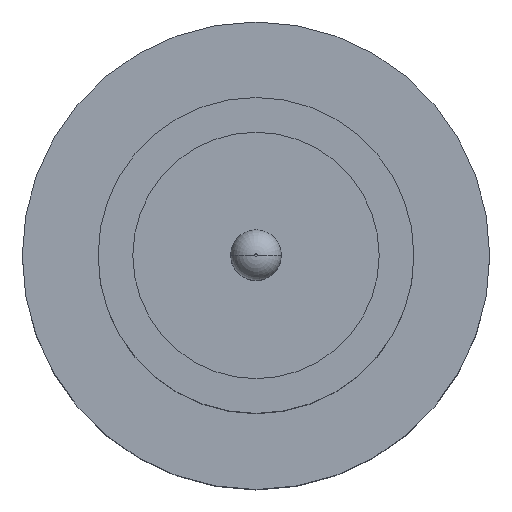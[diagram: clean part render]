
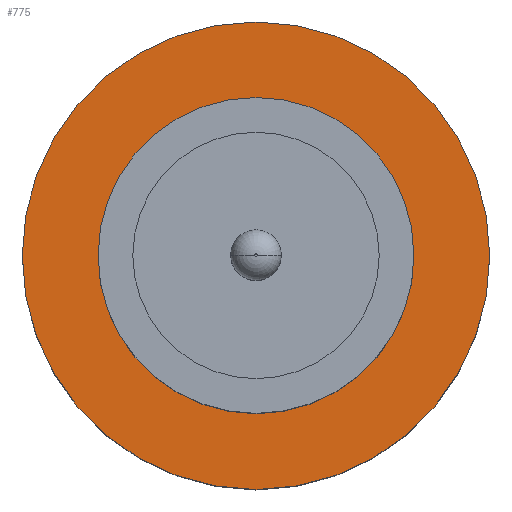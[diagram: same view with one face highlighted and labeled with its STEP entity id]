
A CAD part, top view. The second image highlights one B-rep face of the part: STEP entity #775.
In plain terms, the highlighted planar face has unit normal (0, 0, 1).
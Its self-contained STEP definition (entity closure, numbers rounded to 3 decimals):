
#1 = VERTEX_POINT ( 'NONE', #757 ) ;
#36 = AXIS2_PLACEMENT_3D ( 'NONE', #478, #543, #54 ) ;
#54 = DIRECTION ( 'NONE',  ( 1., 0., 0. ) ) ;
#68 = EDGE_CURVE ( 'NONE', #662, #1, #849, .T. ) ;
#70 = AXIS2_PLACEMENT_3D ( 'NONE', #132, #745, #550 ) ;
#96 = CARTESIAN_POINT ( 'NONE',  ( 0., 0., 1.55 ) ) ;
#104 = DIRECTION ( 'NONE',  ( 0., 0., 1. ) ) ;
#113 = EDGE_CURVE ( 'NONE', #698, #834, #632, .T. ) ;
#120 = CARTESIAN_POINT ( 'NONE',  ( 1.85, 0., 1.55 ) ) ;
#123 = DIRECTION ( 'NONE',  ( 0., 0., 1. ) ) ;
#132 = CARTESIAN_POINT ( 'NONE',  ( 0., 0., 1.55 ) ) ;
#149 = CIRCLE ( 'NONE', #334, 1.85 ) ;
#210 = EDGE_LOOP ( 'NONE', ( #475, #282 ) ) ;
#216 = EDGE_LOOP ( 'NONE', ( #316, #584 ) ) ;
#282 = ORIENTED_EDGE ( 'NONE', *, *, #688, .F. ) ;
#296 = CIRCLE ( 'NONE', #70, 1.25 ) ;
#316 = ORIENTED_EDGE ( 'NONE', *, *, #113, .T. ) ;
#334 = AXIS2_PLACEMENT_3D ( 'NONE', #683, #123, #895 ) ;
#429 = DIRECTION ( 'NONE',  ( 1., 0., 0. ) ) ;
#440 = AXIS2_PLACEMENT_3D ( 'NONE', #96, #104, #721 ) ;
#475 = ORIENTED_EDGE ( 'NONE', *, *, #68, .F. ) ;
#478 = CARTESIAN_POINT ( 'NONE',  ( 0., 0., 1.55 ) ) ;
#508 = FACE_BOUND ( 'NONE', #210, .T. ) ;
#520 = FACE_OUTER_BOUND ( 'NONE', #216, .T. ) ;
#543 = DIRECTION ( 'NONE',  ( 0., 0., 1. ) ) ;
#550 = DIRECTION ( 'NONE',  ( 1., 0., 0. ) ) ;
#557 = CARTESIAN_POINT ( 'NONE',  ( -1.85, 0., 1.55 ) ) ;
#561 = PLANE ( 'NONE',  #36 ) ;
#567 = DIRECTION ( 'NONE',  ( 0., 0., 1. ) ) ;
#584 = ORIENTED_EDGE ( 'NONE', *, *, #693, .T. ) ;
#632 = CIRCLE ( 'NONE', #811, 1.85 ) ;
#662 = VERTEX_POINT ( 'NONE', #869 ) ;
#683 = CARTESIAN_POINT ( 'NONE',  ( 0., 0., 1.55 ) ) ;
#688 = EDGE_CURVE ( 'NONE', #1, #662, #296, .T. ) ;
#693 = EDGE_CURVE ( 'NONE', #834, #698, #149, .T. ) ;
#698 = VERTEX_POINT ( 'NONE', #557 ) ;
#721 = DIRECTION ( 'NONE',  ( 1., 0., 0. ) ) ;
#745 = DIRECTION ( 'NONE',  ( 0., 0., 1. ) ) ;
#757 = CARTESIAN_POINT ( 'NONE',  ( -1.25, 0., 1.55 ) ) ;
#769 = CARTESIAN_POINT ( 'NONE',  ( 0., 0., 1.55 ) ) ;
#775 = ADVANCED_FACE ( 'NONE', ( #508, #520 ), #561, .T. ) ;
#811 = AXIS2_PLACEMENT_3D ( 'NONE', #769, #567, #429 ) ;
#834 = VERTEX_POINT ( 'NONE', #120 ) ;
#849 = CIRCLE ( 'NONE', #440, 1.25 ) ;
#869 = CARTESIAN_POINT ( 'NONE',  ( 1.25, 0., 1.55 ) ) ;
#895 = DIRECTION ( 'NONE',  ( 1., 0., 0. ) ) ;
